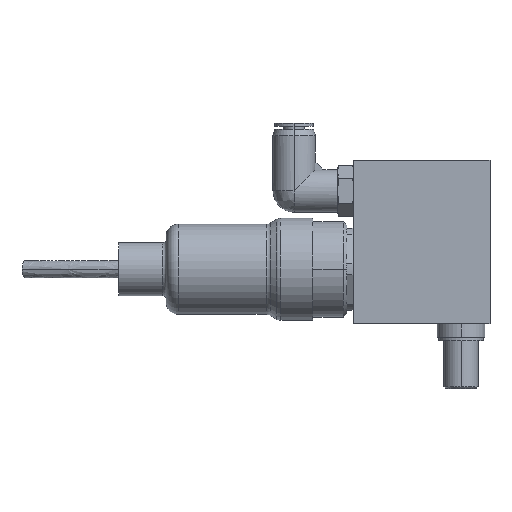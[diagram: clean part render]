
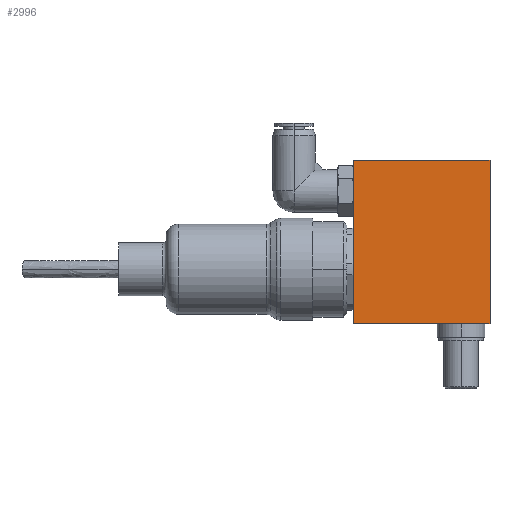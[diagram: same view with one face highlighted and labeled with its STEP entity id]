
A CAD part, top view. The second image highlights one B-rep face of the part: STEP entity #2996.
In plain terms, the highlighted planar face has unit normal (0, 0, 1).
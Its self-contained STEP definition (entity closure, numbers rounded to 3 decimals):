
#50 = PLANE ( 'NONE',  #4579 ) ;
#62 = CARTESIAN_POINT ( 'NONE',  ( -20., 26., 15. ) ) ;
#63 = DIRECTION ( 'NONE',  ( 0., 0., -1. ) ) ;
#64 = DIRECTION ( 'NONE',  ( -1., 0., 0. ) ) ;
#541 = VERTEX_POINT ( 'NONE', #4968 ) ;
#542 = VERTEX_POINT ( 'NONE', #4969 ) ;
#546 = VERTEX_POINT ( 'NONE', #4973 ) ;
#547 = VERTEX_POINT ( 'NONE', #4974 ) ;
#1901 = DIRECTION ( 'NONE',  ( 1., 0., 0. ) ) ;
#2461 = EDGE_CURVE ( 'NONE', #546, #547, #2853, .T. ) ;
#2474 = EDGE_CURVE ( 'NONE', #542, #546, #2957, .T. ) ;
#2476 = EDGE_CURVE ( 'NONE', #541, #547, #2952, .T. ) ;
#2477 = EDGE_CURVE ( 'NONE', #541, #542, #2924, .T. ) ;
#2853 = LINE ( 'NONE', #3218, #2854 ) ;
#2854 = VECTOR ( 'NONE', #3222, 1000. ) ;
#2868 = VECTOR ( 'NONE', #3289, 1000. ) ;
#2870 = VECTOR ( 'NONE', #1901, 1000. ) ;
#2924 = LINE ( 'NONE', #3287, #2870 ) ;
#2925 = VECTOR ( 'NONE', #3283, 1000. ) ;
#2952 = LINE ( 'NONE', #3284, #2868 ) ;
#2957 = LINE ( 'NONE', #3264, #2925 ) ;
#2996 = ADVANCED_FACE ( 'NONE', ( #3764 ), #50, .F. ) ;
#3218 = CARTESIAN_POINT ( 'NONE',  ( -20., -22., 15. ) ) ;
#3222 = DIRECTION ( 'NONE',  ( -1., 0., 0. ) ) ;
#3264 = CARTESIAN_POINT ( 'NONE',  ( 20., 26., 15. ) ) ;
#3283 = DIRECTION ( 'NONE',  ( 0., -1., 0. ) ) ;
#3284 = CARTESIAN_POINT ( 'NONE',  ( -20., 26., 15. ) ) ;
#3287 = CARTESIAN_POINT ( 'NONE',  ( -20., 26., 15. ) ) ;
#3289 = DIRECTION ( 'NONE',  ( 0., -1., 0. ) ) ;
#3764 = FACE_OUTER_BOUND ( 'NONE', #4034, .T. ) ;
#3928 = ORIENTED_EDGE ( 'NONE', *, *, #2461, .F. ) ;
#3939 = ORIENTED_EDGE ( 'NONE', *, *, #2474, .F. ) ;
#3943 = ORIENTED_EDGE ( 'NONE', *, *, #2477, .F. ) ;
#3946 = ORIENTED_EDGE ( 'NONE', *, *, #2476, .T. ) ;
#4034 = EDGE_LOOP ( 'NONE', ( #3928, #3939, #3943, #3946 ) ) ;
#4579 = AXIS2_PLACEMENT_3D ( 'NONE', #62, #63, #64 ) ;
#4968 = CARTESIAN_POINT ( 'NONE',  ( -20., 26., 15. ) ) ;
#4969 = CARTESIAN_POINT ( 'NONE',  ( 20., 26., 15. ) ) ;
#4973 = CARTESIAN_POINT ( 'NONE',  ( 20., -22., 15. ) ) ;
#4974 = CARTESIAN_POINT ( 'NONE',  ( -20., -22., 15. ) ) ;
